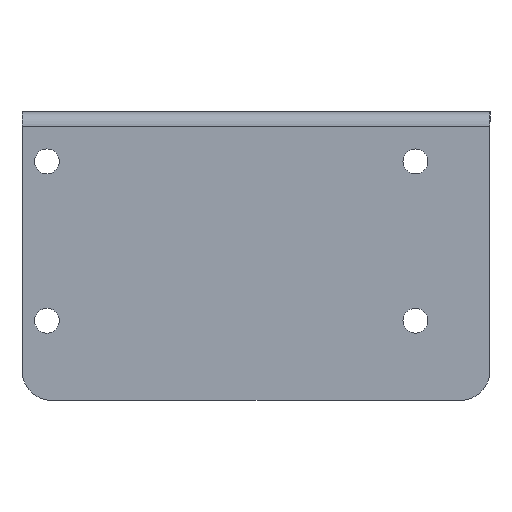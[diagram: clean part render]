
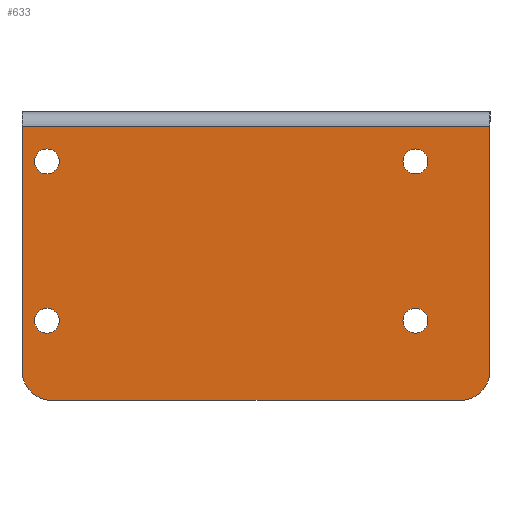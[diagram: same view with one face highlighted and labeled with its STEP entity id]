
A CAD part, left-side view. The second image highlights one B-rep face of the part: STEP entity #633.
In plain terms, the highlighted planar face has unit normal (-1, 0, 0).
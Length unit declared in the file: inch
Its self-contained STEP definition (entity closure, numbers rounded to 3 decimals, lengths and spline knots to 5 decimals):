
#8 = CARTESIAN_POINT ( 'NONE',  ( 0., -4.938, -0.46875 ) ) ;
#11 = CARTESIAN_POINT ( 'NONE',  ( 0., -0.313, -2.46875 ) ) ;
#19 = EDGE_CURVE ( 'NONE', #528, #528, #527, .T. ) ;
#33 = CARTESIAN_POINT ( 'NONE',  ( 0., 0., -0.185 ) ) ;
#35 = LINE ( 'NONE', #712, #154 ) ;
#48 = DIRECTION ( 'NONE',  ( 1., 0., 0. ) ) ;
#50 = PLANE ( 'NONE',  #308 ) ;
#56 = CIRCLE ( 'NONE', #213, 0.15625 ) ;
#58 = VECTOR ( 'NONE', #518, 39.37008 ) ;
#59 = CARTESIAN_POINT ( 'NONE',  ( 0., -4.938, -2.625 ) ) ;
#62 = CARTESIAN_POINT ( 'NONE',  ( 0., -0.313, -0.46875 ) ) ;
#66 = EDGE_CURVE ( 'NONE', #387, #390, #194, .T. ) ;
#78 = AXIS2_PLACEMENT_3D ( 'NONE', #679, #166, #336 ) ;
#80 = CARTESIAN_POINT ( 'NONE',  ( 0., -4.938, -0.625 ) ) ;
#94 = CIRCLE ( 'NONE', #122, 0.15625 ) ;
#101 = EDGE_CURVE ( 'NONE', #358, #452, #231, .T. ) ;
#104 = FACE_OUTER_BOUND ( 'NONE', #747, .T. ) ;
#109 = DIRECTION ( 'NONE',  ( 0., 0., -1. ) ) ;
#122 = AXIS2_PLACEMENT_3D ( 'NONE', #613, #48, #454 ) ;
#124 = VERTEX_POINT ( 'NONE', #62 ) ;
#148 = DIRECTION ( 'NONE',  ( 0., 0., 1. ) ) ;
#152 = ORIENTED_EDGE ( 'NONE', *, *, #421, .T. ) ;
#154 = VECTOR ( 'NONE', #148, 39.37008 ) ;
#163 = FACE_BOUND ( 'NONE', #743, .T. ) ;
#166 = DIRECTION ( 'NONE',  ( 1., 0., 0. ) ) ;
#184 = CARTESIAN_POINT ( 'NONE',  ( 0., 0., 0. ) ) ;
#194 = CIRCLE ( 'NONE', #672, 0.375 ) ;
#204 = DIRECTION ( 'NONE',  ( 1., 0., 0. ) ) ;
#210 = EDGE_CURVE ( 'NONE', #124, #124, #94, .T. ) ;
#213 = AXIS2_PLACEMENT_3D ( 'NONE', #343, #460, #580 ) ;
#231 = LINE ( 'NONE', #33, #321 ) ;
#235 = DIRECTION ( 'NONE',  ( 0., 0., 1. ) ) ;
#242 = LINE ( 'NONE', #184, #58 ) ;
#282 = EDGE_LOOP ( 'NONE', ( #508 ) ) ;
#286 = VERTEX_POINT ( 'NONE', #471 ) ;
#296 = EDGE_LOOP ( 'NONE', ( #338 ) ) ;
#308 = AXIS2_PLACEMENT_3D ( 'NONE', #506, #451, #109 ) ;
#312 = EDGE_CURVE ( 'NONE', #691, #691, #56, .T. ) ;
#321 = VECTOR ( 'NONE', #329, 39.37008 ) ;
#329 = DIRECTION ( 'NONE',  ( 0., -1., 0. ) ) ;
#336 = DIRECTION ( 'NONE',  ( 0., 0., -1. ) ) ;
#338 = ORIENTED_EDGE ( 'NONE', *, *, #19, .T. ) ;
#342 = EDGE_CURVE ( 'NONE', #390, #358, #242, .T. ) ;
#343 = CARTESIAN_POINT ( 'NONE',  ( 0., -0.313, -2.625 ) ) ;
#350 = VERTEX_POINT ( 'NONE', #519 ) ;
#358 = VERTEX_POINT ( 'NONE', #573 ) ;
#360 = EDGE_CURVE ( 'NONE', #350, #350, #705, .T. ) ;
#368 = ORIENTED_EDGE ( 'NONE', *, *, #101, .F. ) ;
#369 = CARTESIAN_POINT ( 'NONE',  ( 0., 0., -3.25 ) ) ;
#372 = CARTESIAN_POINT ( 'NONE',  ( 0., -5.875, -0.185 ) ) ;
#376 = DIRECTION ( 'NONE',  ( 0., 0., 1. ) ) ;
#387 = VERTEX_POINT ( 'NONE', #539 ) ;
#390 = VERTEX_POINT ( 'NONE', #369 ) ;
#410 = DIRECTION ( 'NONE',  ( 1., 0., 0. ) ) ;
#421 = EDGE_CURVE ( 'NONE', #286, #452, #35, .T. ) ;
#426 = CARTESIAN_POINT ( 'NONE',  ( 0., -5.5, -3.625 ) ) ;
#429 = VERTEX_POINT ( 'NONE', #426 ) ;
#435 = CARTESIAN_POINT ( 'NONE',  ( 0., -0.375, -3.25 ) ) ;
#441 = DIRECTION ( 'NONE',  ( 0., -1., 0. ) ) ;
#444 = ORIENTED_EDGE ( 'NONE', *, *, #635, .F. ) ;
#448 = LINE ( 'NONE', #509, #634 ) ;
#451 = DIRECTION ( 'NONE',  ( 1., 0., 0. ) ) ;
#452 = VERTEX_POINT ( 'NONE', #372 ) ;
#454 = DIRECTION ( 'NONE',  ( 0., 0., 1. ) ) ;
#460 = DIRECTION ( 'NONE',  ( 1., 0., 0. ) ) ;
#471 = CARTESIAN_POINT ( 'NONE',  ( 0., -5.875, -3.25 ) ) ;
#506 = CARTESIAN_POINT ( 'NONE',  ( 0., 0., 0. ) ) ;
#508 = ORIENTED_EDGE ( 'NONE', *, *, #360, .T. ) ;
#509 = CARTESIAN_POINT ( 'NONE',  ( 0., 0., -3.625 ) ) ;
#512 = EDGE_LOOP ( 'NONE', ( #563 ) ) ;
#518 = DIRECTION ( 'NONE',  ( 0., 0., 1. ) ) ;
#519 = CARTESIAN_POINT ( 'NONE',  ( 0., -4.938, -2.46875 ) ) ;
#527 = CIRCLE ( 'NONE', #685, 0.15625 ) ;
#528 = VERTEX_POINT ( 'NONE', #8 ) ;
#539 = CARTESIAN_POINT ( 'NONE',  ( 0., -0.375, -3.625 ) ) ;
#552 = DIRECTION ( 'NONE',  ( 1., 0., 0. ) ) ;
#563 = ORIENTED_EDGE ( 'NONE', *, *, #210, .T. ) ;
#566 = FACE_BOUND ( 'NONE', #512, .T. ) ;
#573 = CARTESIAN_POINT ( 'NONE',  ( 0., 0., -0.185 ) ) ;
#580 = DIRECTION ( 'NONE',  ( 0., 0., 1. ) ) ;
#608 = EDGE_CURVE ( 'NONE', #387, #429, #448, .T. ) ;
#613 = CARTESIAN_POINT ( 'NONE',  ( 0., -0.313, -0.625 ) ) ;
#617 = ORIENTED_EDGE ( 'NONE', *, *, #608, .T. ) ;
#633 = ADVANCED_FACE ( 'NONE', ( #104, #566, #676, #740, #163 ), #50, .F. ) ;
#634 = VECTOR ( 'NONE', #441, 39.37008 ) ;
#635 = EDGE_CURVE ( 'NONE', #286, #429, #731, .T. ) ;
#672 = AXIS2_PLACEMENT_3D ( 'NONE', #435, #552, #711 ) ;
#676 = FACE_BOUND ( 'NONE', #296, .T. ) ;
#679 = CARTESIAN_POINT ( 'NONE',  ( 0., -5.5, -3.25 ) ) ;
#685 = AXIS2_PLACEMENT_3D ( 'NONE', #80, #204, #376 ) ;
#691 = VERTEX_POINT ( 'NONE', #11 ) ;
#705 = CIRCLE ( 'NONE', #745, 0.15625 ) ;
#706 = ORIENTED_EDGE ( 'NONE', *, *, #342, .F. ) ;
#711 = DIRECTION ( 'NONE',  ( 0., 0., 1. ) ) ;
#712 = CARTESIAN_POINT ( 'NONE',  ( 0., -5.875, 0. ) ) ;
#716 = ORIENTED_EDGE ( 'NONE', *, *, #312, .T. ) ;
#725 = ORIENTED_EDGE ( 'NONE', *, *, #66, .F. ) ;
#731 = CIRCLE ( 'NONE', #78, 0.375 ) ;
#740 = FACE_BOUND ( 'NONE', #282, .T. ) ;
#743 = EDGE_LOOP ( 'NONE', ( #716 ) ) ;
#745 = AXIS2_PLACEMENT_3D ( 'NONE', #59, #410, #235 ) ;
#747 = EDGE_LOOP ( 'NONE', ( #444, #152, #368, #706, #725, #617 ) ) ;
